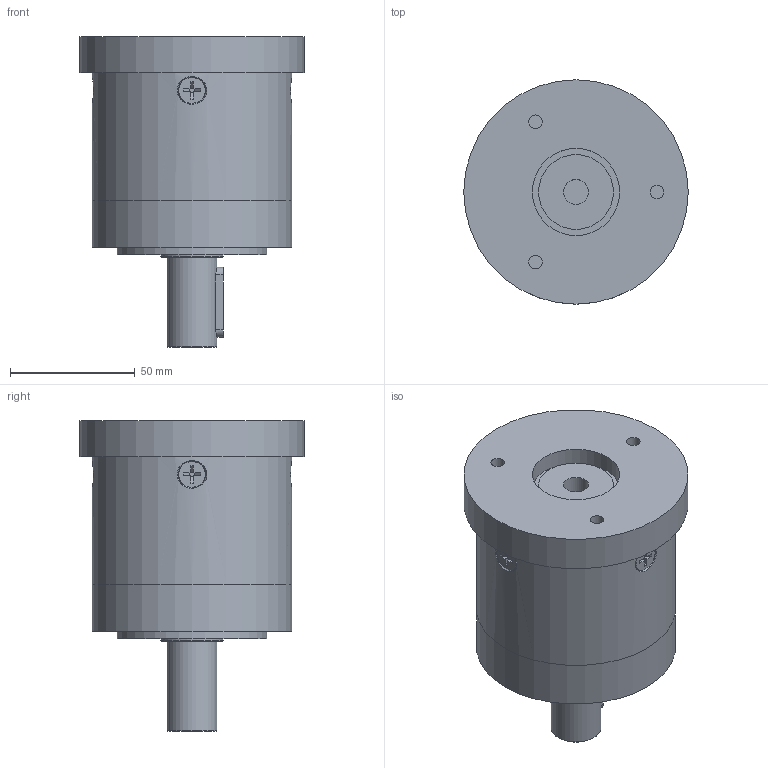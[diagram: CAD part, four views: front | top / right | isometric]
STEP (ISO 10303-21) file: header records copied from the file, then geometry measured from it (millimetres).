
FILE_DESCRIPTION(/* description */ (''),/* implementation_level */ '2;1');
FILE_NAME(/* name */ 'GP80-T1-XX-SRR90.stp',/* time_stamp */ '2022-11-21T13:14:45+01:00',/* author */ ('kaiming.cao'),/* organization */ (''),/* preprocessor_version */ 'ST-DEVELOPER v18.1',/* originating_system */ 'Autodesk Inventor 2021',/* authorisation */ '');
FILE_SCHEMA (('AUTOMOTIVE_DESIGN { 1 0 10303 214 3 1 1 }'));
Length unit declared in the file: millimetre
Products named in the file (1): D-00005064
Bounding box: 90 x 90 x 124.5 mm (x, y, z)
Volume: 456229.3 mm3; surface area: 40685.7 mm2
Topology: 1 solids, 1 shells, 154 faces, 396 edges, 261 vertices
Faces by surface type: plane 67, cylinder 62, cone 9, torus 8, bspline 8
Full cylindrical faces by diameter (mm): 4.917 x4, 5.5 x3, 10 x1, 20 x1, 25 x1, 30 x1, 35 x1, 60 x1, 80 x2, 90 x1
Entity records: 8347 total; most frequent: CARTESIAN_POINT 4603, ORIENTED_EDGE 784, DIRECTION 725, EDGE_CURVE 392, AXIS2_PLACEMENT_3D 271, VERTEX_POINT 261, LINE 183, VECTOR 183
